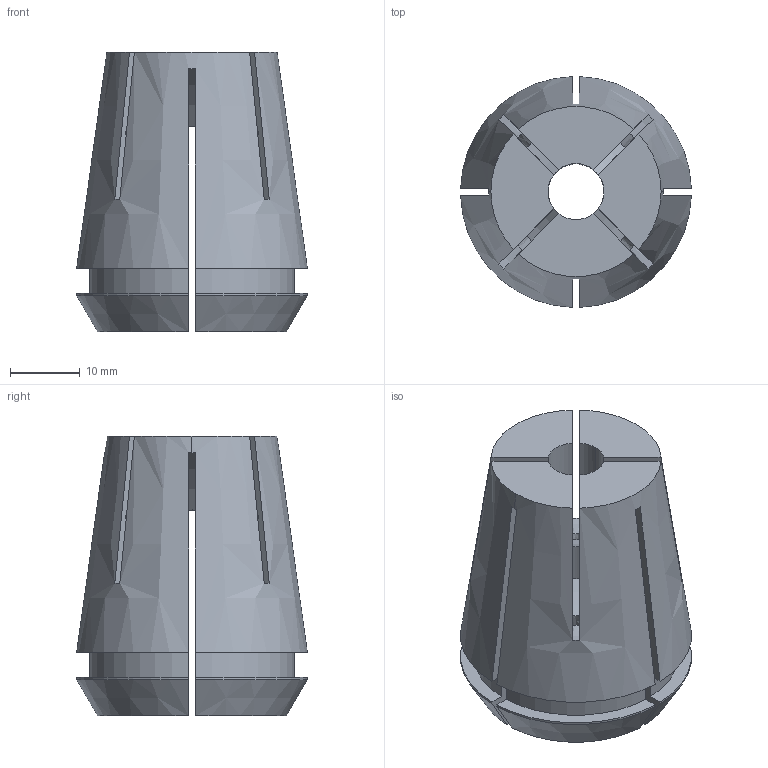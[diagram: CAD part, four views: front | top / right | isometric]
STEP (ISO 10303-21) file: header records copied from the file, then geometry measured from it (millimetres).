
FILE_DESCRIPTION (( 'STEP AP203' ), '1' );
FILE_NAME ('STP-202.127.32.08.STEP', '2017-04-07T08:47:33', ( 'user' ), ( '' ), 'SwSTEP 2.0', 'SolidWorks 2015', '' );
FILE_SCHEMA (( 'CONFIG_CONTROL_DESIGN' ));
Length unit declared in the file: millimetre
Products named in the file (1): STP-202.127.32.08
Bounding box: 32.99 x 32.99 x 40 mm (x, y, z)
Volume: 21886.4 mm3; surface area: 10641.3 mm2
Topology: 1 solids, 1 shells, 76 faces, 240 edges, 160 vertices
Faces by surface type: plane 40, cylinder 22, bspline 8, cone 6
Entity records: 2915 total; most frequent: CARTESIAN_POINT 739, ORIENTED_EDGE 480, DIRECTION 414, EDGE_CURVE 240, VERTEX_POINT 160, AXIS2_PLACEMENT_3D 157, LINE 100, VECTOR 100
